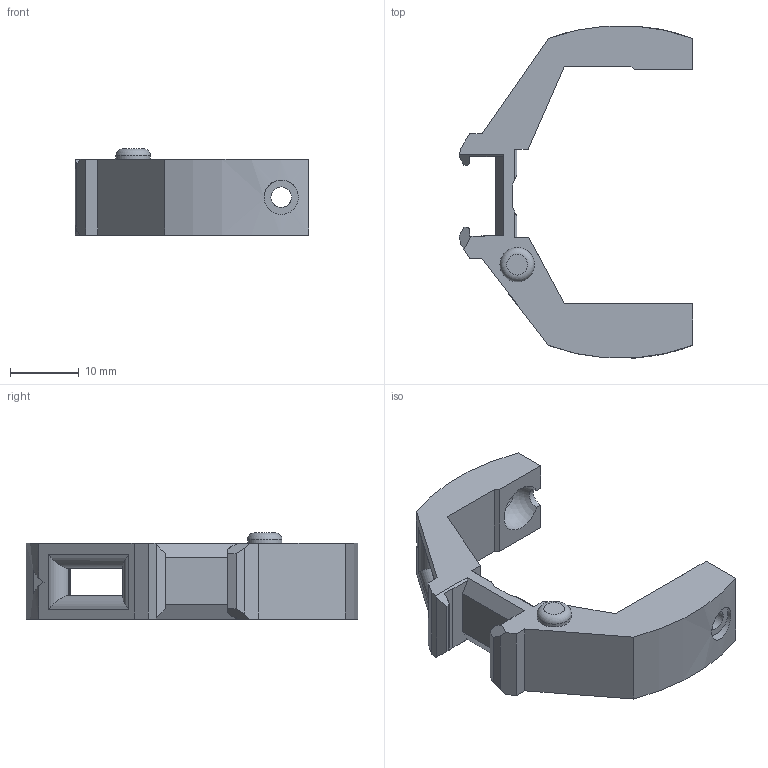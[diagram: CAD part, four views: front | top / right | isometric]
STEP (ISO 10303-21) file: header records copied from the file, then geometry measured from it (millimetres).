
FILE_DESCRIPTION( ( '' ), ' ' );
FILE_NAME( '59d96dcc7b7c470b88c802bc.step', '2017-10-08T00:14:04', ( '' ), ( '' ), ' ', ' ', ' ' );
FILE_SCHEMA( ( 'AUTOMOTIVE_DESIGN { 1 0 10303 214 1 1 1 1 }' ) );
Length unit declared in the file: metre
Products named in the file (1): LEG_Hinges
Bounding box: 33.9 x 48.16 x 12.5 mm (x, y, z)
Volume: 4575.5 mm3; surface area: 3448.9 mm2
Topology: 1 solids, 1 shells, 91 faces, 263 edges, 174 vertices
Faces by surface type: plane 64, cylinder 24, cone 1, sphere 1, torus 1
Full cylindrical faces by diameter (mm): 3 x2, 5 x2
Entity records: 3815 total; most frequent: CARTESIAN_POINT 671, ORIENTED_EDGE 510, DIRECTION 479, EDGE_CURVE 255, LINE 195, VECTOR 195, VERTEX_POINT 172, AXIS2_PLACEMENT_3D 142
